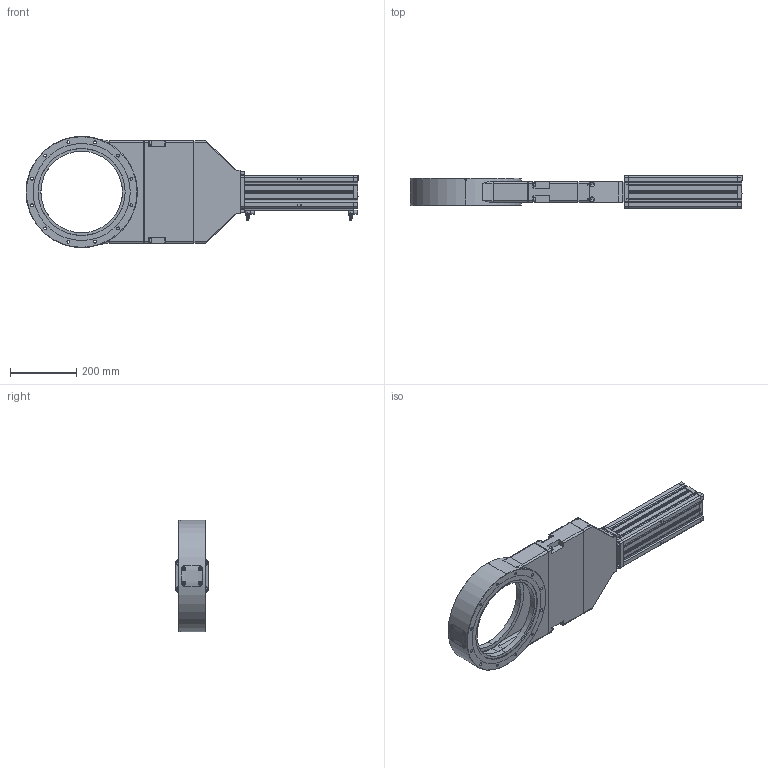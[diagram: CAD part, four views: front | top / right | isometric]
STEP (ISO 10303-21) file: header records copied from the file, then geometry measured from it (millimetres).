
FILE_DESCRIPTION (( 'STEP AP214' ), '1' );
FILE_NAME ('TLG10000-250-11(ISO-K 250)-1200.STEP', '2025-02-04T22:44:11', ( '' ), ( '' ), 'SwSTEP 2.0', 'SolidWorks 2023', '' );
FILE_SCHEMA (( 'AUTOMOTIVE_DESIGN' ));
Products named in the file (1): TLG10000-250-11(ISO-K 250)-1200
Bounding box: 999 x 98 x 335 mm (x, y, z)
Surface area: 763920.3 mm2 (no closed solid volume)
Topology: 0 solids, 122 shells, 1018 faces, 4532 edges, 3596 vertices
Faces by surface type: plane 531, cylinder 269, cone 106, bspline 104, torus 8
Entity records: 66360 total; most frequent: CARTESIAN_POINT 32378, ORIENTED_EDGE 6251, DIRECTION 6178, EDGE_CURVE 4532, VERTEX_POINT 3596, LINE 2520, VECTOR 2520, AXIS2_PLACEMENT_3D 1829
